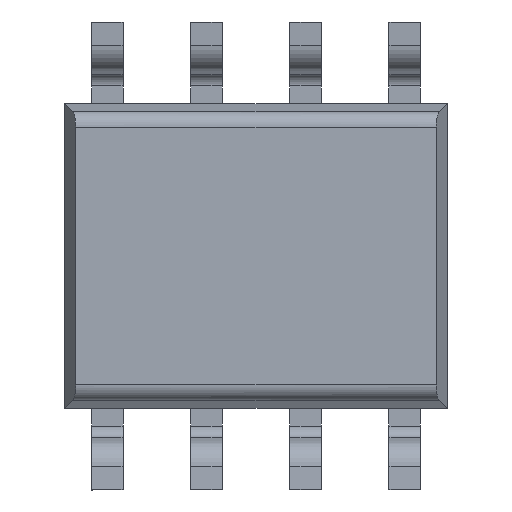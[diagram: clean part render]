
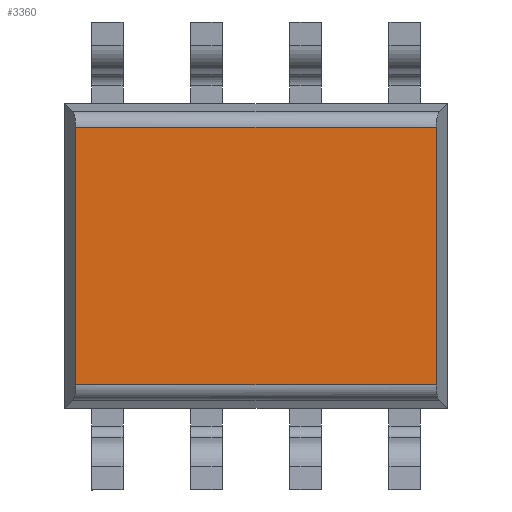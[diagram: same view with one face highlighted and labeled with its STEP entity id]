
A CAD part, front view. The second image highlights one B-rep face of the part: STEP entity #3360.
In plain terms, the highlighted planar face has unit normal (0, -1, 0).
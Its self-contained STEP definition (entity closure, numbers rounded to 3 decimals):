
#240=PLANE('',#3672);
#405=FACE_OUTER_BOUND('',#597,.T.);
#597=EDGE_LOOP('',(#3006,#3007,#3008,#3009));
#951=LINE('',#5384,#1353);
#954=LINE('',#5395,#1356);
#970=LINE('',#5433,#1372);
#971=LINE('',#5434,#1373);
#1353=VECTOR('',#4405,10.);
#1356=VECTOR('',#4414,10.);
#1372=VECTOR('',#4444,10.);
#1373=VECTOR('',#4445,10.);
#1740=VERTEX_POINT('',#5381);
#1741=VERTEX_POINT('',#5383);
#1745=VERTEX_POINT('',#5392);
#1746=VERTEX_POINT('',#5394);
#2164=EDGE_CURVE('',#1740,#1741,#951,.T.);
#2169=EDGE_CURVE('',#1745,#1746,#954,.T.);
#2188=EDGE_CURVE('',#1746,#1740,#970,.T.);
#2189=EDGE_CURVE('',#1745,#1741,#971,.T.);
#3006=ORIENTED_EDGE('',*,*,#2164,.F.);
#3007=ORIENTED_EDGE('',*,*,#2188,.F.);
#3008=ORIENTED_EDGE('',*,*,#2169,.F.);
#3009=ORIENTED_EDGE('',*,*,#2189,.T.);
#3360=ADVANCED_FACE('',(#405),#240,.T.);
#3672=AXIS2_PLACEMENT_3D('',#5432,#4442,#4443);
#4405=DIRECTION('',(1.,0.,0.));
#4414=DIRECTION('',(-1.,0.,0.));
#4442=DIRECTION('center_axis',(0.,-1.,0.));
#4443=DIRECTION('ref_axis',(1.,0.,0.));
#4444=DIRECTION('',(0.,0.,1.));
#4445=DIRECTION('',(0.,0.,1.));
#5381=CARTESIAN_POINT('',(-1.652,-0.7,2.311));
#5383=CARTESIAN_POINT('',(1.652,-0.7,2.311));
#5384=CARTESIAN_POINT('',(-0.826,-0.7,2.311));
#5392=CARTESIAN_POINT('',(1.652,-0.7,-2.311));
#5394=CARTESIAN_POINT('',(-1.652,-0.7,-2.311));
#5395=CARTESIAN_POINT('',(-0.826,-0.7,-2.311));
#5432=CARTESIAN_POINT('Origin',(-1.652,-0.7,0.));
#5433=CARTESIAN_POINT('',(-1.652,-0.7,0.));
#5434=CARTESIAN_POINT('',(1.652,-0.7,0.));
